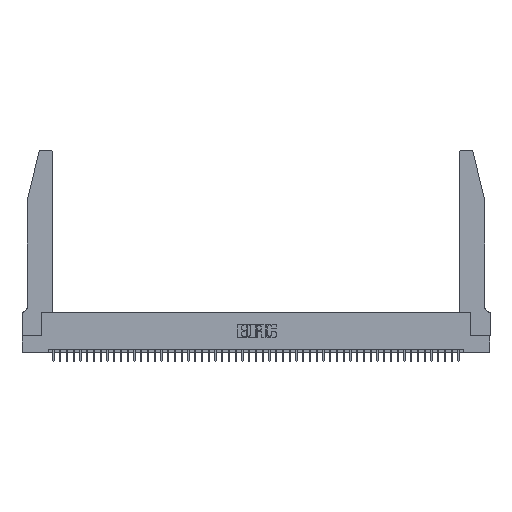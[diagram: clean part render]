
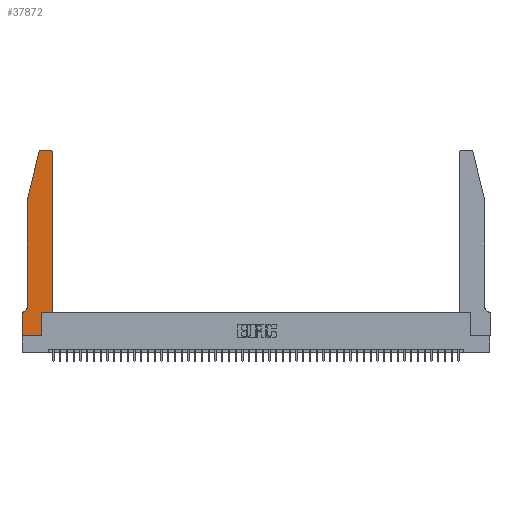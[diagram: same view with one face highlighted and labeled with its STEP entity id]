
A CAD part, top view. The second image highlights one B-rep face of the part: STEP entity #37872.
In plain terms, the highlighted planar face has unit normal (0, 0, 1).
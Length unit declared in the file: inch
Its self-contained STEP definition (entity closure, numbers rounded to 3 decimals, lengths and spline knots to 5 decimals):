
#746 = CARTESIAN_POINT ( 'NONE',  ( 0.4505, 0.35, 0.37 ) ) ;
#916 = CARTESIAN_POINT ( 'NONE',  ( 0.0755, 0.35, 0.37 ) ) ;
#1212 = EDGE_CURVE ( 'NONE', #7279, #9969, #40389, .T. ) ;
#2068 = EDGE_CURVE ( 'NONE', #32395, #41008, #26713, .T. ) ;
#2287 = CARTESIAN_POINT ( 'NONE',  ( 0.0055, 0.42, 0.37 ) ) ;
#2978 = DIRECTION ( 'NONE',  ( 0., 0., 1. ) ) ;
#3211 = LINE ( 'NONE', #7801, #26183 ) ;
#5287 = ORIENTED_EDGE ( 'NONE', *, *, #22050, .T. ) ;
#5859 = CARTESIAN_POINT ( 'NONE',  ( 0., 0., 0.37 ) ) ;
#7142 = AXIS2_PLACEMENT_3D ( 'NONE', #33520, #2978, #14156 ) ;
#7166 = VECTOR ( 'NONE', #26436, 39.37008 ) ;
#7279 = VERTEX_POINT ( 'NONE', #8148 ) ;
#7654 = EDGE_CURVE ( 'NONE', #44516, #32395, #47429, .T. ) ;
#7801 = CARTESIAN_POINT ( 'NONE',  ( 0.4505, 0.35, 0.37 ) ) ;
#8071 = CIRCLE ( 'NONE', #16958, 0.03 ) ;
#8148 = CARTESIAN_POINT ( 'NONE',  ( 0.4505, 2.72, 0.37 ) ) ;
#8242 = DIRECTION ( 'NONE',  ( 1., 0., 0. ) ) ;
#8941 = EDGE_CURVE ( 'NONE', #42034, #7279, #3211, .T. ) ;
#9697 = CARTESIAN_POINT ( 'NONE',  ( 0., 0., 0.37 ) ) ;
#9969 = VERTEX_POINT ( 'NONE', #36524 ) ;
#10224 = CARTESIAN_POINT ( 'NONE',  ( 0.0755, 0.42, 0.37 ) ) ;
#10309 = ORIENTED_EDGE ( 'NONE', *, *, #2068, .T. ) ;
#10398 = EDGE_CURVE ( 'NONE', #41008, #35976, #27879, .T. ) ;
#14156 = DIRECTION ( 'NONE',  ( 1., 0., 0. ) ) ;
#14210 = VECTOR ( 'NONE', #33342, 39.37008 ) ;
#14573 = EDGE_CURVE ( 'NONE', #47289, #38063, #8071, .T. ) ;
#14708 = LINE ( 'NONE', #30265, #7166 ) ;
#14905 = DIRECTION ( 'NONE',  ( 0., 1., 0. ) ) ;
#14951 = DIRECTION ( 'NONE',  ( 1., 0., 0. ) ) ;
#15024 = CARTESIAN_POINT ( 'NONE',  ( 0.4505, 0.35, 0.37 ) ) ;
#15193 = CARTESIAN_POINT ( 'NONE',  ( 0., 0.35, 0.37 ) ) ;
#16224 = LINE ( 'NONE', #746, #25433 ) ;
#16401 = DIRECTION ( 'NONE',  ( -1., 0., 0. ) ) ;
#16513 = EDGE_CURVE ( 'NONE', #33197, #36777, #42420, .T. ) ;
#16958 = AXIS2_PLACEMENT_3D ( 'NONE', #38975, #42763, #8242 ) ;
#17183 = EDGE_LOOP ( 'NONE', ( #5287, #19985, #29468, #27387, #10309, #28275, #41439, #37823, #19141, #19801, #28346, #40050 ) ) ;
#17230 = AXIS2_PLACEMENT_3D ( 'NONE', #15193, #30493, #14951 ) ;
#17753 = AXIS2_PLACEMENT_3D ( 'NONE', #2287, #48791, #29520 ) ;
#17932 = VECTOR ( 'NONE', #26210, 39.37008 ) ;
#18683 = CARTESIAN_POINT ( 'NONE',  ( 0.2865, 0.35, 0.37 ) ) ;
#19141 = ORIENTED_EDGE ( 'NONE', *, *, #16513, .T. ) ;
#19801 = ORIENTED_EDGE ( 'NONE', *, *, #47123, .T. ) ;
#19985 = ORIENTED_EDGE ( 'NONE', *, *, #14573, .T. ) ;
#21051 = DIRECTION ( 'NONE',  ( 1., 0., 0. ) ) ;
#21812 = CARTESIAN_POINT ( 'NONE',  ( 0.284, 2.75, 0.37 ) ) ;
#22050 = EDGE_CURVE ( 'NONE', #9969, #47289, #40120, .T. ) ;
#22237 = EDGE_CURVE ( 'NONE', #35976, #37667, #14708, .T. ) ;
#23401 = CARTESIAN_POINT ( 'NONE',  ( 0.0755, 2., 0.37 ) ) ;
#23621 = CARTESIAN_POINT ( 'NONE',  ( 0.2865, 0., 0.37 ) ) ;
#23700 = VECTOR ( 'NONE', #16401, 39.37008 ) ;
#25371 = CARTESIAN_POINT ( 'NONE',  ( 0.0055, 0.35, 0.37 ) ) ;
#25433 = VECTOR ( 'NONE', #21051, 39.37008 ) ;
#26073 = VECTOR ( 'NONE', #35031, 39.37008 ) ;
#26183 = VECTOR ( 'NONE', #14905, 39.37008 ) ;
#26210 = DIRECTION ( 'NONE',  ( 0., 1., 0. ) ) ;
#26436 = DIRECTION ( 'NONE',  ( 0., -1., 0. ) ) ;
#26713 = CIRCLE ( 'NONE', #17753, 0.07 ) ;
#26983 = CARTESIAN_POINT ( 'NONE',  ( 0.2865, 0.35, 0.37 ) ) ;
#27387 = ORIENTED_EDGE ( 'NONE', *, *, #7654, .T. ) ;
#27879 = LINE ( 'NONE', #916, #23700 ) ;
#28275 = ORIENTED_EDGE ( 'NONE', *, *, #10398, .T. ) ;
#28346 = ORIENTED_EDGE ( 'NONE', *, *, #8941, .T. ) ;
#28609 = CARTESIAN_POINT ( 'NONE',  ( 0.25487, 2.72718, 0.37 ) ) ;
#28738 = DIRECTION ( 'NONE',  ( -1., 0., 0. ) ) ;
#29468 = ORIENTED_EDGE ( 'NONE', *, *, #35760, .T. ) ;
#29520 = DIRECTION ( 'NONE',  ( -1., 0., 0. ) ) ;
#30265 = CARTESIAN_POINT ( 'NONE',  ( 0., 0., 0.37 ) ) ;
#30493 = DIRECTION ( 'NONE',  ( 0., 0., 1. ) ) ;
#32289 = VECTOR ( 'NONE', #28738, 39.37008 ) ;
#32395 = VERTEX_POINT ( 'NONE', #10224 ) ;
#32902 = CARTESIAN_POINT ( 'NONE',  ( 0.0755, 2., 0.37 ) ) ;
#33197 = VERTEX_POINT ( 'NONE', #23621 ) ;
#33342 = DIRECTION ( 'NONE',  ( 1., 0., 0. ) ) ;
#33520 = CARTESIAN_POINT ( 'NONE',  ( 0.4205, 2.72, 0.37 ) ) ;
#34073 = CARTESIAN_POINT ( 'NONE',  ( 0., 0.35, 0.37 ) ) ;
#34527 = FACE_OUTER_BOUND ( 'NONE', #17183, .T. ) ;
#35031 = DIRECTION ( 'NONE',  ( 0., -1., 0. ) ) ;
#35760 = EDGE_CURVE ( 'NONE', #38063, #44516, #37342, .T. ) ;
#35976 = VERTEX_POINT ( 'NONE', #34073 ) ;
#36524 = CARTESIAN_POINT ( 'NONE',  ( 0.4205, 2.75, 0.37 ) ) ;
#36777 = VERTEX_POINT ( 'NONE', #18683 ) ;
#37342 = LINE ( 'NONE', #40384, #43828 ) ;
#37667 = VERTEX_POINT ( 'NONE', #5859 ) ;
#37823 = ORIENTED_EDGE ( 'NONE', *, *, #49967, .T. ) ;
#37872 = ADVANCED_FACE ( 'NONE', ( #34527 ), #49997, .T. ) ;
#38063 = VERTEX_POINT ( 'NONE', #28609 ) ;
#38975 = CARTESIAN_POINT ( 'NONE',  ( 0.284, 2.72, 0.37 ) ) ;
#40050 = ORIENTED_EDGE ( 'NONE', *, *, #1212, .T. ) ;
#40120 = LINE ( 'NONE', #43929, #32289 ) ;
#40384 = CARTESIAN_POINT ( 'NONE',  ( 0.0755, 2., 0.37 ) ) ;
#40389 = CIRCLE ( 'NONE', #7142, 0.03 ) ;
#41008 = VERTEX_POINT ( 'NONE', #25371 ) ;
#41439 = ORIENTED_EDGE ( 'NONE', *, *, #22237, .T. ) ;
#42034 = VERTEX_POINT ( 'NONE', #15024 ) ;
#42420 = LINE ( 'NONE', #26983, #17932 ) ;
#42763 = DIRECTION ( 'NONE',  ( 0., 0., 1. ) ) ;
#43828 = VECTOR ( 'NONE', #48055, 39.37008 ) ;
#43929 = CARTESIAN_POINT ( 'NONE',  ( 0.2605, 2.75, 0.37 ) ) ;
#44474 = LINE ( 'NONE', #9697, #14210 ) ;
#44516 = VERTEX_POINT ( 'NONE', #23401 ) ;
#47123 = EDGE_CURVE ( 'NONE', #36777, #42034, #16224, .T. ) ;
#47289 = VERTEX_POINT ( 'NONE', #21812 ) ;
#47429 = LINE ( 'NONE', #32902, #26073 ) ;
#48055 = DIRECTION ( 'NONE',  ( -0.239, -0.971, 0. ) ) ;
#48791 = DIRECTION ( 'NONE',  ( 0., 0., -1. ) ) ;
#49967 = EDGE_CURVE ( 'NONE', #37667, #33197, #44474, .T. ) ;
#49997 = PLANE ( 'NONE',  #17230 ) ;
